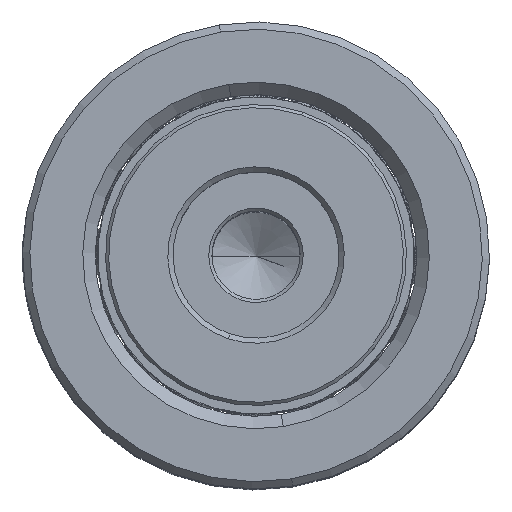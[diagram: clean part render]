
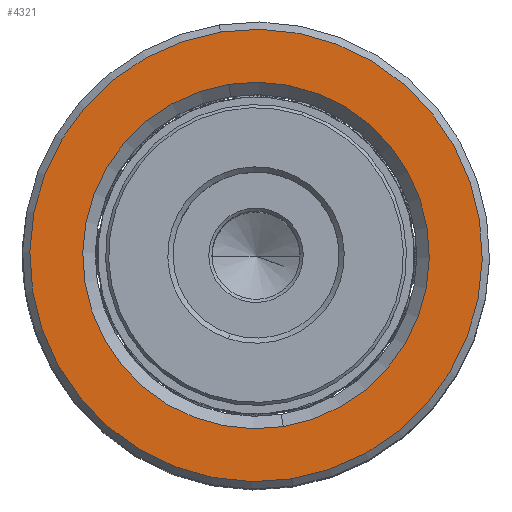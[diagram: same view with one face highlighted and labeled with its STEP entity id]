
A CAD part, top view. The second image highlights one B-rep face of the part: STEP entity #4321.
In plain terms, the highlighted planar face has unit normal (0, 0, 1).
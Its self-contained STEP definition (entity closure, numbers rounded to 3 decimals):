
#238 = DIRECTION ( 'NONE',  ( 0., 0., -1. ) ) ;
#304 = DIRECTION ( 'NONE',  ( 0., 0., 1. ) ) ;
#1349 = AXIS2_PLACEMENT_3D ( 'NONE', #17916, #304, #12774 ) ;
#1668 = EDGE_CURVE ( 'NONE', #3035, #31572, #3345, .T. ) ;
#1799 = EDGE_CURVE ( 'NONE', #20338, #24239, #14236, .T. ) ;
#3035 = VERTEX_POINT ( 'NONE', #15272 ) ;
#3345 = CIRCLE ( 'NONE', #9082, 21.8 ) ;
#4101 = CARTESIAN_POINT ( 'NONE',  ( -16.7, 0., 60. ) ) ;
#4321 = ADVANCED_FACE ( 'NONE', ( #29184, #25223 ), #12534, .T. ) ;
#4555 = CARTESIAN_POINT ( 'NONE',  ( 0., 0., 60. ) ) ;
#5558 = AXIS2_PLACEMENT_3D ( 'NONE', #28026, #17986, #15255 ) ;
#5858 = ORIENTED_EDGE ( 'NONE', *, *, #1668, .T. ) ;
#9082 = AXIS2_PLACEMENT_3D ( 'NONE', #4555, #21976, #31826 ) ;
#9674 = ORIENTED_EDGE ( 'NONE', *, *, #27491, .T. ) ;
#10023 = CARTESIAN_POINT ( 'NONE',  ( -21.8, 0., 60. ) ) ;
#11509 = AXIS2_PLACEMENT_3D ( 'NONE', #30199, #238, #27563 ) ;
#12534 = PLANE ( 'NONE',  #5558 ) ;
#12774 = DIRECTION ( 'NONE',  ( 1., 0., 0. ) ) ;
#13232 = CIRCLE ( 'NONE', #11509, 16.7 ) ;
#14236 = CIRCLE ( 'NONE', #28083, 16.7 ) ;
#15255 = DIRECTION ( 'NONE',  ( 1., 0., 0. ) ) ;
#15272 = CARTESIAN_POINT ( 'NONE',  ( 21.8, 0., 60. ) ) ;
#17916 = CARTESIAN_POINT ( 'NONE',  ( 0., 0., 60. ) ) ;
#17986 = DIRECTION ( 'NONE',  ( 0., 0., 1. ) ) ;
#18318 = CARTESIAN_POINT ( 'NONE',  ( 16.7, 0., 60. ) ) ;
#19478 = DIRECTION ( 'NONE',  ( 1., 0., 0. ) ) ;
#20011 = ORIENTED_EDGE ( 'NONE', *, *, #24506, .T. ) ;
#20338 = VERTEX_POINT ( 'NONE', #4101 ) ;
#21775 = CIRCLE ( 'NONE', #1349, 21.8 ) ;
#21976 = DIRECTION ( 'NONE',  ( 0., 0., 1. ) ) ;
#22185 = EDGE_LOOP ( 'NONE', ( #9674, #5858 ) ) ;
#22298 = ORIENTED_EDGE ( 'NONE', *, *, #1799, .T. ) ;
#24239 = VERTEX_POINT ( 'NONE', #18318 ) ;
#24506 = EDGE_CURVE ( 'NONE', #24239, #20338, #13232, .T. ) ;
#25223 = FACE_BOUND ( 'NONE', #26096, .T. ) ;
#26096 = EDGE_LOOP ( 'NONE', ( #20011, #22298 ) ) ;
#27118 = CARTESIAN_POINT ( 'NONE',  ( 0., 0., 60. ) ) ;
#27491 = EDGE_CURVE ( 'NONE', #31572, #3035, #21775, .T. ) ;
#27563 = DIRECTION ( 'NONE',  ( 1., 0., 0. ) ) ;
#28026 = CARTESIAN_POINT ( 'NONE',  ( 0., 0., 60. ) ) ;
#28083 = AXIS2_PLACEMENT_3D ( 'NONE', #27118, #32153, #19478 ) ;
#29184 = FACE_OUTER_BOUND ( 'NONE', #22185, .T. ) ;
#30199 = CARTESIAN_POINT ( 'NONE',  ( 0., 0., 60. ) ) ;
#31572 = VERTEX_POINT ( 'NONE', #10023 ) ;
#31826 = DIRECTION ( 'NONE',  ( 1., 0., 0. ) ) ;
#32153 = DIRECTION ( 'NONE',  ( 0., 0., -1. ) ) ;
